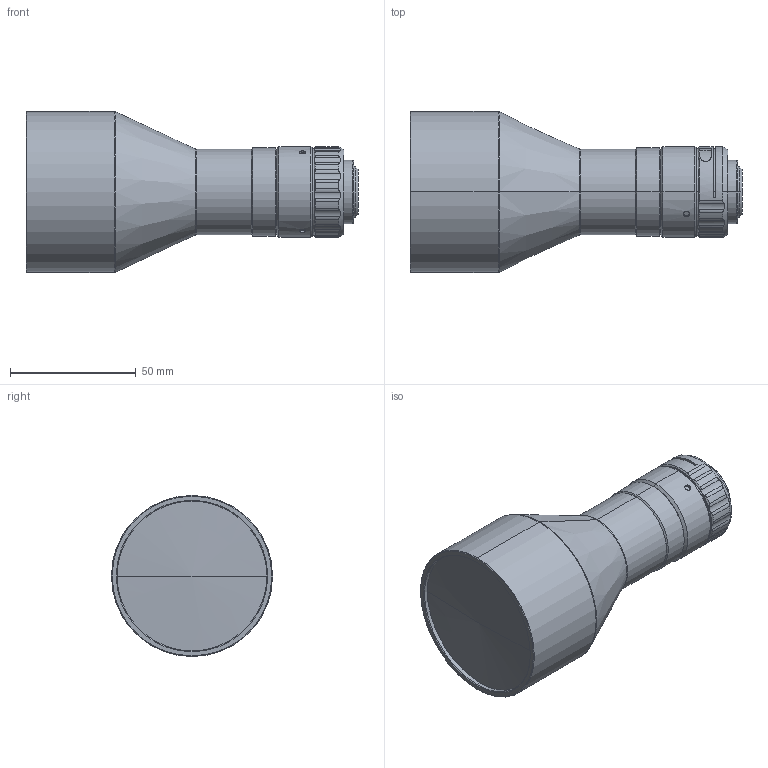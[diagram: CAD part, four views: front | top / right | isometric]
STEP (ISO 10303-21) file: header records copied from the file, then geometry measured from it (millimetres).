
FILE_DESCRIPTION (( 'STEP AP203' ), '1' );
FILE_NAME ('DTCM120-48-AL.STEP', '2019-11-13T03:56:37', ( 'Windows 蚚誧' ), ( '' ), 'SwSTEP 2.0', 'SolidWorks 2017', '' );
FILE_SCHEMA (( 'CONFIG_CONTROL_DESIGN' ));
Length unit declared in the file: millimetre
Products named in the file (1): DTCM120-48-AL
Bounding box: 131.9 x 64 x 64 mm (x, y, z)
Volume: 230217 mm3; surface area: 24412.4 mm2
Topology: 2 solids, 2 shells, 127 faces, 306 edges, 191 vertices
Faces by surface type: cylinder 68, cone 36, plane 19, bspline 4
Entity records: 4239 total; most frequent: CARTESIAN_POINT 1296, ORIENTED_EDGE 604, DIRECTION 588, EDGE_CURVE 302, AXIS2_PLACEMENT_3D 239, VERTEX_POINT 191, EDGE_LOOP 139, ADVANCED_FACE 127
